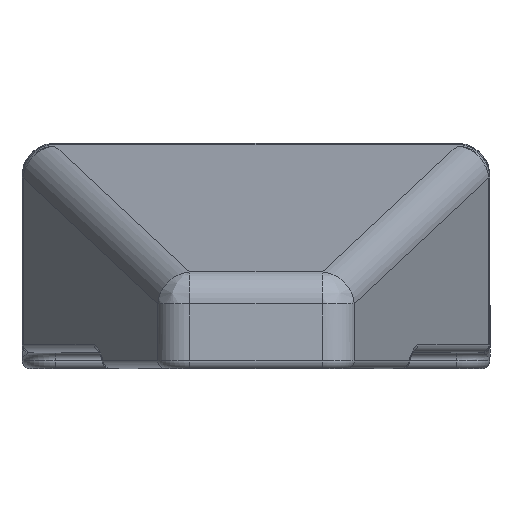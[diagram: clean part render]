
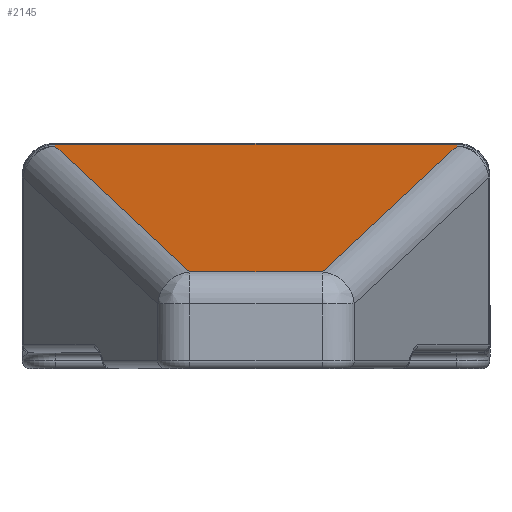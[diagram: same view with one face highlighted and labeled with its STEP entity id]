
A CAD part, front view. The second image highlights one B-rep face of the part: STEP entity #2145.
In plain terms, the highlighted planar face has unit normal (0, -0.259, 0.966).
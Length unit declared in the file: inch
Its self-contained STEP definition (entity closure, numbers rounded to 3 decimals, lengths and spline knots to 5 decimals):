
#8 = AXIS2_PLACEMENT_3D ( 'NONE', #241, #13, #105 ) ;
#13 = DIRECTION ( 'NONE',  ( 0., 0.259, -0.966 ) ) ;
#14 = PLANE ( 'NONE',  #8 ) ;
#15 = FACE_OUTER_BOUND ( 'NONE', #2151, .T. ) ;
#18 = CARTESIAN_POINT ( 'NONE',  ( 0.81798, -1.8214, 0.38851 ) ) ;
#19 = CARTESIAN_POINT ( 'NONE',  ( 0.818, -1.80881, 0.39189 ) ) ;
#105 = DIRECTION ( 'NONE',  ( 0., 0.966, 0.259 ) ) ;
#142 = CARTESIAN_POINT ( 'NONE',  ( 0.56451, -2.70405, 0.15201 ) ) ;
#241 = CARTESIAN_POINT ( 'NONE',  ( 0., -1.80093, 0.394 ) ) ;
#251 = CARTESIAN_POINT ( 'NONE',  ( 0.56499, -2.70368, 0.15211 ) ) ;
#252 = CARTESIAN_POINT ( 'NONE',  ( 0.56493, -2.70391, 0.15205 ) ) ;
#253 = CARTESIAN_POINT ( 'NONE',  ( 0.56474, -2.70405, 0.15201 ) ) ;
#254 = CARTESIAN_POINT ( 'NONE',  ( 0.56451, -2.70405, 0.15201 ) ) ;
#255 =( BOUNDED_CURVE ( )  B_SPLINE_CURVE ( 3, ( #254, #253, #252, #251 ),
 .UNSPECIFIED., .F., .T. ) 
 B_SPLINE_CURVE_WITH_KNOTS ( ( 4, 4 ),
 ( 0., 1.29154 ),
 .UNSPECIFIED. ) 
 CURVE ( )  GEOMETRIC_REPRESENTATION_ITEM ( )  RATIONAL_B_SPLINE_CURVE ( ( 1., 0.866, 0.866, 1. ) ) 
 REPRESENTATION_ITEM ( '' )  );
#331 = DIRECTION ( 'NONE',  ( 0.267, 0.931, 0.249 ) ) ;
#332 = VECTOR ( 'NONE', #331, 39.37008 ) ;
#333 = CARTESIAN_POINT ( 'NONE',  ( 0.76515, -2.00564, 0.33915 ) ) ;
#337 = CARTESIAN_POINT ( 'NONE',  ( 0.062, -1.80881, 0.39189 ) ) ;
#338 = CARTESIAN_POINT ( 'NONE',  ( 0.818, -1.82126, 0.38855 ) ) ;
#345 = LINE ( 'NONE', #333, #332 ) ;
#352 = LINE ( 'NONE', #419, #417 ) ;
#366 = CARTESIAN_POINT ( 'NONE',  ( 0.31549, -2.70405, 0.15201 ) ) ;
#367 = CARTESIAN_POINT ( 'NONE',  ( 0.31526, -2.70405, 0.15201 ) ) ;
#368 = CARTESIAN_POINT ( 'NONE',  ( 0.31507, -2.70391, 0.15205 ) ) ;
#369 = CARTESIAN_POINT ( 'NONE',  ( 0.31501, -2.70368, 0.15211 ) ) ;
#372 =( BOUNDED_CURVE ( )  B_SPLINE_CURVE ( 3, ( #369, #368, #367, #366 ),
 .UNSPECIFIED., .F., .T. ) 
 B_SPLINE_CURVE_WITH_KNOTS ( ( 4, 4 ),
 ( 4.99164, 6.28319 ),
 .UNSPECIFIED. ) 
 CURVE ( )  GEOMETRIC_REPRESENTATION_ITEM ( )  RATIONAL_B_SPLINE_CURVE ( ( 1., 0.866, 0.866, 1. ) ) 
 REPRESENTATION_ITEM ( '' )  );
#417 = VECTOR ( 'NONE', #418, 39.37008 ) ;
#418 = DIRECTION ( 'NONE',  ( -1., 0., 0. ) ) ;
#419 = CARTESIAN_POINT ( 'NONE',  ( 0., -1.80881, 0.39189 ) ) ;
#424 = CARTESIAN_POINT ( 'NONE',  ( 0.56499, -2.70368, 0.15211 ) ) ;
#1673 = EDGE_CURVE ( 'NONE', #1993, #2101, #2660, .T. ) ;
#1674 = EDGE_CURVE ( 'NONE', #1991, #2000, #2655, .T. ) ;
#1969 = ORIENTED_EDGE ( 'NONE', *, *, #1970, .T. ) ;
#1970 = EDGE_CURVE ( 'NONE', #2000, #1971, #3430, .T. ) ;
#1971 = VERTEX_POINT ( 'NONE', #3409 ) ;
#1972 = ORIENTED_EDGE ( 'NONE', *, *, #2103, .T. ) ;
#1991 = VERTEX_POINT ( 'NONE', #3387 ) ;
#1992 = ORIENTED_EDGE ( 'NONE', *, *, #1996, .T. ) ;
#1993 = VERTEX_POINT ( 'NONE', #3334 ) ;
#1994 = ORIENTED_EDGE ( 'NONE', *, *, #1674, .T. ) ;
#1996 = EDGE_CURVE ( 'NONE', #2178, #2152, #3331, .T. ) ;
#1997 = EDGE_CURVE ( 'NONE', #2147, #2178, #3327, .T. ) ;
#1998 = ORIENTED_EDGE ( 'NONE', *, *, #2215, .T. ) ;
#1999 = EDGE_CURVE ( 'NONE', #2179, #1991, #3389, .T. ) ;
#2000 = VERTEX_POINT ( 'NONE', #3326 ) ;
#2002 = ORIENTED_EDGE ( 'NONE', *, *, #1999, .T. ) ;
#2100 = ORIENTED_EDGE ( 'NONE', *, *, #1997, .T. ) ;
#2101 = VERTEX_POINT ( 'NONE', #142 ) ;
#2102 = ORIENTED_EDGE ( 'NONE', *, *, #1673, .T. ) ;
#2103 = EDGE_CURVE ( 'NONE', #2101, #2216, #255, .T. ) ;
#2145 = ADVANCED_FACE ( 'NONE', ( #15 ), #14, .F. ) ;
#2146 = ORIENTED_EDGE ( 'NONE', *, *, #2180, .T. ) ;
#2147 = VERTEX_POINT ( 'NONE', #18 ) ;
#2151 = EDGE_LOOP ( 'NONE', ( #2102, #1972, #2146, #2100, #1992, #1998, #2002, #1994, #1969, #2186 ) ) ;
#2152 = VERTEX_POINT ( 'NONE', #19 ) ;
#2178 = VERTEX_POINT ( 'NONE', #338 ) ;
#2179 = VERTEX_POINT ( 'NONE', #337 ) ;
#2180 = EDGE_CURVE ( 'NONE', #2216, #2147, #345, .T. ) ;
#2185 = EDGE_CURVE ( 'NONE', #1971, #1993, #372, .T. ) ;
#2186 = ORIENTED_EDGE ( 'NONE', *, *, #2185, .T. ) ;
#2215 = EDGE_CURVE ( 'NONE', #2152, #2179, #352, .T. ) ;
#2216 = VERTEX_POINT ( 'NONE', #424 ) ;
#2652 = CARTESIAN_POINT ( 'NONE',  ( 0.062, -1.82131, 0.38854 ) ) ;
#2653 = CARTESIAN_POINT ( 'NONE',  ( 0.062, -1.82126, 0.38855 ) ) ;
#2655 =( BOUNDED_CURVE ( )  B_SPLINE_CURVE ( 3, ( #2653, #2652, #2817, #2816 ),
 .UNSPECIFIED., .F., .T. ) 
 B_SPLINE_CURVE_WITH_KNOTS ( ( 4, 4 ),
 ( 4.71239, 4.99164 ),
 .UNSPECIFIED. ) 
 CURVE ( )  GEOMETRIC_REPRESENTATION_ITEM ( )  RATIONAL_B_SPLINE_CURVE ( ( 1., 0.994, 0.994, 1. ) ) 
 REPRESENTATION_ITEM ( '' )  );
#2656 = DIRECTION ( 'NONE',  ( 1., 0., 0. ) ) ;
#2657 = VECTOR ( 'NONE', #2656, 39.37008 ) ;
#2658 = CARTESIAN_POINT ( 'NONE',  ( 0., -2.70405, 0.15201 ) ) ;
#2660 = LINE ( 'NONE', #2658, #2657 ) ;
#2816 = CARTESIAN_POINT ( 'NONE',  ( 0.06202, -1.8214, 0.38851 ) ) ;
#2817 = CARTESIAN_POINT ( 'NONE',  ( 0.06201, -1.82136, 0.38853 ) ) ;
#3319 = VECTOR ( 'NONE', #3324, 39.37008 ) ;
#3320 = CARTESIAN_POINT ( 'NONE',  ( 0.818, -1.82126, 0.38855 ) ) ;
#3321 = CARTESIAN_POINT ( 'NONE',  ( 0.818, -1.82131, 0.38854 ) ) ;
#3322 = CARTESIAN_POINT ( 'NONE',  ( 0.81799, -1.82136, 0.38853 ) ) ;
#3323 = CARTESIAN_POINT ( 'NONE',  ( 0.81798, -1.8214, 0.38851 ) ) ;
#3324 = DIRECTION ( 'NONE',  ( 0., -0.966, -0.259 ) ) ;
#3325 = CARTESIAN_POINT ( 'NONE',  ( 0.062, -1.80093, 0.394 ) ) ;
#3326 = CARTESIAN_POINT ( 'NONE',  ( 0.06202, -1.8214, 0.38851 ) ) ;
#3327 =( BOUNDED_CURVE ( )  B_SPLINE_CURVE ( 3, ( #3323, #3322, #3321, #3320 ),
 .UNSPECIFIED., .F., .T. ) 
 B_SPLINE_CURVE_WITH_KNOTS ( ( 4, 4 ),
 ( 1.29154, 1.5708 ),
 .UNSPECIFIED. ) 
 CURVE ( )  GEOMETRIC_REPRESENTATION_ITEM ( )  RATIONAL_B_SPLINE_CURVE ( ( 1., 0.994, 0.994, 1. ) ) 
 REPRESENTATION_ITEM ( '' )  );
#3328 = DIRECTION ( 'NONE',  ( 0., 0.966, 0.259 ) ) ;
#3329 = VECTOR ( 'NONE', #3328, 39.37008 ) ;
#3330 = CARTESIAN_POINT ( 'NONE',  ( 0.818, -1.80093, 0.394 ) ) ;
#3331 = LINE ( 'NONE', #3330, #3329 ) ;
#3334 = CARTESIAN_POINT ( 'NONE',  ( 0.31549, -2.70405, 0.15201 ) ) ;
#3387 = CARTESIAN_POINT ( 'NONE',  ( 0.062, -1.82126, 0.38855 ) ) ;
#3389 = LINE ( 'NONE', #3325, #3319 ) ;
#3409 = CARTESIAN_POINT ( 'NONE',  ( 0.31501, -2.70368, 0.15211 ) ) ;
#3412 = DIRECTION ( 'NONE',  ( 0.267, -0.931, -0.249 ) ) ;
#3413 = VECTOR ( 'NONE', #3412, 39.37008 ) ;
#3414 = CARTESIAN_POINT ( 'NONE',  ( 0.05215, -1.78698, 0.39774 ) ) ;
#3430 = LINE ( 'NONE', #3414, #3413 ) ;
